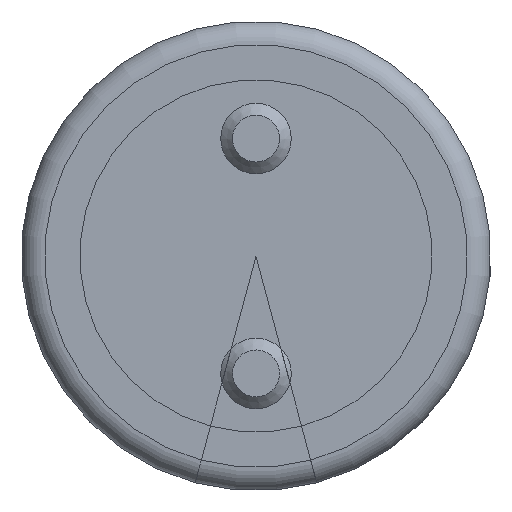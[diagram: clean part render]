
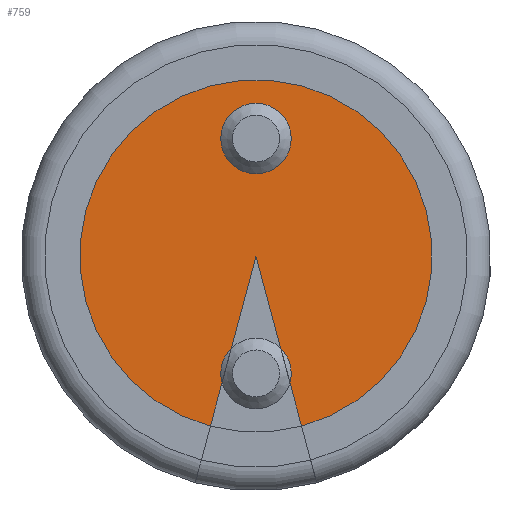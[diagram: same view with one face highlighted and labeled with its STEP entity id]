
A CAD part, front view. The second image highlights one B-rep face of the part: STEP entity #759.
In plain terms, the highlighted planar face has unit normal (0, -1, 0).
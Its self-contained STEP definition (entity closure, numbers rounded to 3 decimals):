
#28=FACE_BOUND('',#160,.T.);
#114=FACE_OUTER_BOUND('',#159,.T.);
#159=EDGE_LOOP('',(#692,#693,#694,#695,#696,#697,#698));
#160=EDGE_LOOP('',(#699));
#204=CIRCLE('',#904,0.3);
#213=CIRCLE('',#922,0.3);
#216=CIRCLE('',#927,0.3);
#217=CIRCLE('',#930,1.5);
#247=LINE('',#1308,#293);
#250=LINE('',#1318,#296);
#264=LINE('',#1366,#310);
#267=LINE('',#1375,#313);
#293=VECTOR('',#1062,10.);
#296=VECTOR('',#1065,10.);
#310=VECTOR('',#1101,10.);
#313=VECTOR('',#1104,10.);
#351=VERTEX_POINT('',#1305);
#352=VERTEX_POINT('',#1307);
#355=VERTEX_POINT('',#1315);
#356=VERTEX_POINT('',#1317);
#378=VERTEX_POINT('',#1363);
#379=VERTEX_POINT('',#1365);
#382=VERTEX_POINT('',#1373);
#385=VERTEX_POINT('',#1411);
#440=EDGE_CURVE('',#352,#351,#247,.T.);
#444=EDGE_CURVE('',#356,#355,#250,.T.);
#468=EDGE_CURVE('',#379,#378,#264,.T.);
#472=EDGE_CURVE('',#351,#382,#267,.T.);
#478=EDGE_CURVE('',#355,#352,#204,.T.);
#487=EDGE_CURVE('',#382,#379,#213,.T.);
#490=EDGE_CURVE('',#385,#385,#216,.T.);
#491=EDGE_CURVE('',#378,#356,#217,.T.);
#692=ORIENTED_EDGE('',*,*,#468,.T.);
#693=ORIENTED_EDGE('',*,*,#491,.T.);
#694=ORIENTED_EDGE('',*,*,#444,.T.);
#695=ORIENTED_EDGE('',*,*,#478,.T.);
#696=ORIENTED_EDGE('',*,*,#440,.T.);
#697=ORIENTED_EDGE('',*,*,#472,.T.);
#698=ORIENTED_EDGE('',*,*,#487,.T.);
#699=ORIENTED_EDGE('',*,*,#490,.T.);
#718=PLANE('',#931);
#759=ADVANCED_FACE('',(#114,#28),#718,.T.);
#904=AXIS2_PLACEMENT_3D('',#1386,#1125,#1126);
#922=AXIS2_PLACEMENT_3D('',#1404,#1161,#1162);
#927=AXIS2_PLACEMENT_3D('',#1412,#1171,#1172);
#930=AXIS2_PLACEMENT_3D('',#1415,#1177,#1178);
#931=AXIS2_PLACEMENT_3D('',#1416,#1179,#1180);
#1062=DIRECTION('',(0.259,0.,0.966));
#1065=DIRECTION('',(0.259,0.,0.966));
#1101=DIRECTION('',(0.259,0.,-0.966));
#1104=DIRECTION('',(0.259,0.,-0.966));
#1125=DIRECTION('center_axis',(0.,1.,0.));
#1126=DIRECTION('ref_axis',(-1.,0.,0.));
#1161=DIRECTION('center_axis',(0.,1.,0.));
#1162=DIRECTION('ref_axis',(-1.,0.,0.));
#1171=DIRECTION('center_axis',(0.,1.,0.));
#1172=DIRECTION('ref_axis',(-1.,0.,0.));
#1177=DIRECTION('center_axis',(0.,-1.,0.));
#1178=DIRECTION('ref_axis',(1.,0.,0.));
#1179=DIRECTION('center_axis',(0.,-1.,0.));
#1180=DIRECTION('ref_axis',(1.,0.,0.));
#1305=CARTESIAN_POINT('',(0.,0.2,0.));
#1307=CARTESIAN_POINT('',(-0.211,0.2,-0.786));
#1308=CARTESIAN_POINT('',(0.,0.2,0.));
#1315=CARTESIAN_POINT('',(-0.289,0.2,-1.08));
#1317=CARTESIAN_POINT('',(-0.388,0.2,-1.449));
#1318=CARTESIAN_POINT('',(0.,0.2,0.));
#1363=CARTESIAN_POINT('',(0.388,0.2,-1.449));
#1365=CARTESIAN_POINT('',(0.289,0.2,-1.08));
#1366=CARTESIAN_POINT('',(0.409,0.2,-1.527));
#1373=CARTESIAN_POINT('',(0.211,0.2,-0.786));
#1375=CARTESIAN_POINT('',(0.409,0.2,-1.527));
#1386=CARTESIAN_POINT('Origin',(0.,0.2,-1.));
#1404=CARTESIAN_POINT('Origin',(0.,0.2,-1.));
#1411=CARTESIAN_POINT('',(0.3,0.2,1.));
#1412=CARTESIAN_POINT('Origin',(0.,0.2,1.));
#1415=CARTESIAN_POINT('Origin',(0.,0.2,0.));
#1416=CARTESIAN_POINT('Origin',(0.,0.2,0.));
